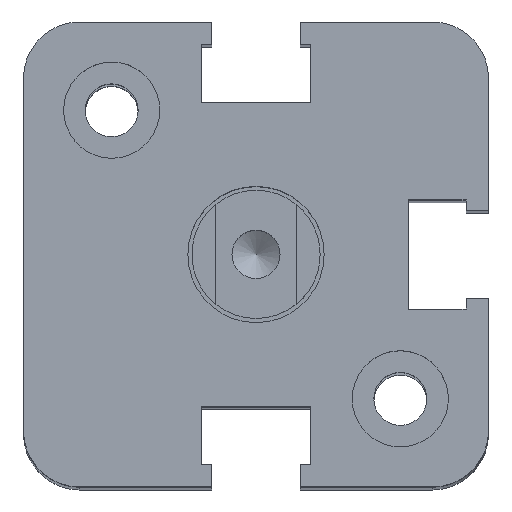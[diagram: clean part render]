
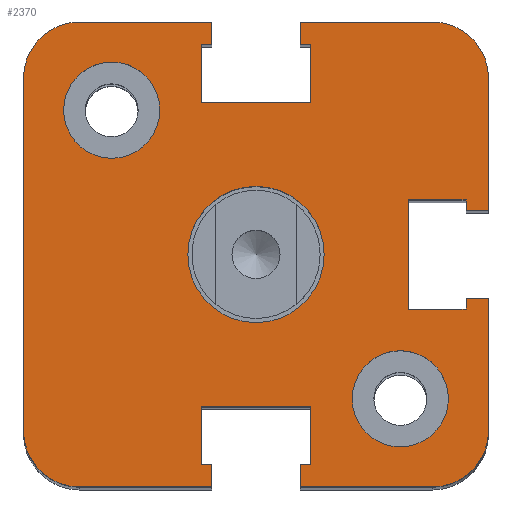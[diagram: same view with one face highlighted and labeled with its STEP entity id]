
A CAD part, top view. The second image highlights one B-rep face of the part: STEP entity #2370.
In plain terms, the highlighted planar face has unit normal (0, 0, 1).
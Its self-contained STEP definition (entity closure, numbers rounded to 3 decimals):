
#110=LINE('',#3566,#382);
#111=LINE('',#3568,#383);
#112=LINE('',#3572,#384);
#113=LINE('',#3574,#385);
#114=LINE('',#3576,#386);
#115=LINE('',#3578,#387);
#116=LINE('',#3580,#388);
#117=LINE('',#3582,#389);
#118=LINE('',#3584,#390);
#119=LINE('',#3586,#391);
#120=LINE('',#3588,#392);
#121=LINE('',#3592,#393);
#122=LINE('',#3596,#394);
#123=LINE('',#3598,#395);
#124=LINE('',#3600,#396);
#125=LINE('',#3602,#397);
#126=LINE('',#3604,#398);
#127=LINE('',#3606,#399);
#128=LINE('',#3608,#400);
#129=LINE('',#3610,#401);
#130=LINE('',#3612,#402);
#131=LINE('',#3616,#403);
#132=LINE('',#3618,#404);
#133=LINE('',#3620,#405);
#134=LINE('',#3622,#406);
#135=LINE('',#3624,#407);
#136=LINE('',#3626,#408);
#137=LINE('',#3627,#409);
#382=VECTOR('',#2904,1.4);
#383=VECTOR('',#2905,8.25);
#384=VECTOR('',#2908,8.25);
#385=VECTOR('',#2909,1.4);
#386=VECTOR('',#2910,0.65);
#387=VECTOR('',#2911,3.6);
#388=VECTOR('',#2912,6.8);
#389=VECTOR('',#2913,3.6);
#390=VECTOR('',#2914,0.65);
#391=VECTOR('',#2915,1.4);
#392=VECTOR('',#2916,8.25);
#393=VECTOR('',#2919,22.);
#394=VECTOR('',#2922,8.25);
#395=VECTOR('',#2923,1.4);
#396=VECTOR('',#2924,0.65);
#397=VECTOR('',#2925,3.6);
#398=VECTOR('',#2926,6.8);
#399=VECTOR('',#2927,3.6);
#400=VECTOR('',#2928,0.65);
#401=VECTOR('',#2929,1.4);
#402=VECTOR('',#2930,8.25);
#403=VECTOR('',#2933,8.25);
#404=VECTOR('',#2934,1.4);
#405=VECTOR('',#2935,0.65);
#406=VECTOR('',#2936,3.6);
#407=VECTOR('',#2937,6.8);
#408=VECTOR('',#2938,3.6);
#409=VECTOR('',#2939,0.65);
#600=PLANE('',#2539);
#689=FACE_BOUND('',#910,.T.);
#690=FACE_BOUND('',#911,.T.);
#691=FACE_BOUND('',#912,.T.);
#757=FACE_OUTER_BOUND('',#909,.T.);
#909=EDGE_LOOP('',(#1858,#1859,#1860,#1861,#1862,#1863,#1864,#1865,#1866,
#1867,#1868,#1869,#1870,#1871,#1872,#1873,#1874,#1875,#1876,#1877,#1878,
#1879,#1880,#1881,#1882,#1883,#1884,#1885,#1886,#1887,#1888,#1889));
#910=EDGE_LOOP('',(#1890));
#911=EDGE_LOOP('',(#1891));
#912=EDGE_LOOP('',(#1892));
#1029=CIRCLE('',#2522,4.25);
#1031=CIRCLE('',#2525,3.);
#1035=CIRCLE('',#2531,3.);
#1041=CIRCLE('',#2540,3.5);
#1042=CIRCLE('',#2541,3.5);
#1043=CIRCLE('',#2542,3.5);
#1044=CIRCLE('',#2543,3.5);
#1144=VERTEX_POINT('',#3534);
#1146=VERTEX_POINT('',#3539);
#1150=VERTEX_POINT('',#3549);
#1156=VERTEX_POINT('',#3564);
#1157=VERTEX_POINT('',#3565);
#1158=VERTEX_POINT('',#3567);
#1159=VERTEX_POINT('',#3569);
#1160=VERTEX_POINT('',#3571);
#1161=VERTEX_POINT('',#3573);
#1162=VERTEX_POINT('',#3575);
#1163=VERTEX_POINT('',#3577);
#1164=VERTEX_POINT('',#3579);
#1165=VERTEX_POINT('',#3581);
#1166=VERTEX_POINT('',#3583);
#1167=VERTEX_POINT('',#3585);
#1168=VERTEX_POINT('',#3587);
#1169=VERTEX_POINT('',#3589);
#1170=VERTEX_POINT('',#3591);
#1171=VERTEX_POINT('',#3593);
#1172=VERTEX_POINT('',#3595);
#1173=VERTEX_POINT('',#3597);
#1174=VERTEX_POINT('',#3599);
#1175=VERTEX_POINT('',#3601);
#1176=VERTEX_POINT('',#3603);
#1177=VERTEX_POINT('',#3605);
#1178=VERTEX_POINT('',#3607);
#1179=VERTEX_POINT('',#3609);
#1180=VERTEX_POINT('',#3611);
#1181=VERTEX_POINT('',#3613);
#1182=VERTEX_POINT('',#3615);
#1183=VERTEX_POINT('',#3617);
#1184=VERTEX_POINT('',#3619);
#1185=VERTEX_POINT('',#3621);
#1186=VERTEX_POINT('',#3623);
#1187=VERTEX_POINT('',#3625);
#1407=EDGE_CURVE('',#1144,#1144,#1029,.T.);
#1409=EDGE_CURVE('',#1146,#1146,#1031,.T.);
#1413=EDGE_CURVE('',#1150,#1150,#1035,.T.);
#1419=EDGE_CURVE('',#1156,#1157,#110,.T.);
#1420=EDGE_CURVE('',#1158,#1157,#111,.T.);
#1421=EDGE_CURVE('',#1159,#1158,#1041,.T.);
#1422=EDGE_CURVE('',#1160,#1159,#112,.T.);
#1423=EDGE_CURVE('',#1160,#1161,#113,.T.);
#1424=EDGE_CURVE('',#1161,#1162,#114,.T.);
#1425=EDGE_CURVE('',#1162,#1163,#115,.T.);
#1426=EDGE_CURVE('',#1163,#1164,#116,.T.);
#1427=EDGE_CURVE('',#1164,#1165,#117,.T.);
#1428=EDGE_CURVE('',#1165,#1166,#118,.T.);
#1429=EDGE_CURVE('',#1166,#1167,#119,.T.);
#1430=EDGE_CURVE('',#1168,#1167,#120,.T.);
#1431=EDGE_CURVE('',#1169,#1168,#1042,.T.);
#1432=EDGE_CURVE('',#1170,#1169,#121,.T.);
#1433=EDGE_CURVE('',#1171,#1170,#1043,.T.);
#1434=EDGE_CURVE('',#1172,#1171,#122,.T.);
#1435=EDGE_CURVE('',#1172,#1173,#123,.T.);
#1436=EDGE_CURVE('',#1173,#1174,#124,.T.);
#1437=EDGE_CURVE('',#1174,#1175,#125,.T.);
#1438=EDGE_CURVE('',#1175,#1176,#126,.T.);
#1439=EDGE_CURVE('',#1176,#1177,#127,.T.);
#1440=EDGE_CURVE('',#1177,#1178,#128,.T.);
#1441=EDGE_CURVE('',#1178,#1179,#129,.T.);
#1442=EDGE_CURVE('',#1180,#1179,#130,.T.);
#1443=EDGE_CURVE('',#1181,#1180,#1044,.T.);
#1444=EDGE_CURVE('',#1182,#1181,#131,.T.);
#1445=EDGE_CURVE('',#1182,#1183,#132,.T.);
#1446=EDGE_CURVE('',#1183,#1184,#133,.T.);
#1447=EDGE_CURVE('',#1184,#1185,#134,.T.);
#1448=EDGE_CURVE('',#1185,#1186,#135,.T.);
#1449=EDGE_CURVE('',#1186,#1187,#136,.T.);
#1450=EDGE_CURVE('',#1187,#1156,#137,.T.);
#1858=ORIENTED_EDGE('',*,*,#1419,.T.);
#1859=ORIENTED_EDGE('',*,*,#1420,.F.);
#1860=ORIENTED_EDGE('',*,*,#1421,.F.);
#1861=ORIENTED_EDGE('',*,*,#1422,.F.);
#1862=ORIENTED_EDGE('',*,*,#1423,.T.);
#1863=ORIENTED_EDGE('',*,*,#1424,.T.);
#1864=ORIENTED_EDGE('',*,*,#1425,.T.);
#1865=ORIENTED_EDGE('',*,*,#1426,.T.);
#1866=ORIENTED_EDGE('',*,*,#1427,.T.);
#1867=ORIENTED_EDGE('',*,*,#1428,.T.);
#1868=ORIENTED_EDGE('',*,*,#1429,.T.);
#1869=ORIENTED_EDGE('',*,*,#1430,.F.);
#1870=ORIENTED_EDGE('',*,*,#1431,.F.);
#1871=ORIENTED_EDGE('',*,*,#1432,.F.);
#1872=ORIENTED_EDGE('',*,*,#1433,.F.);
#1873=ORIENTED_EDGE('',*,*,#1434,.F.);
#1874=ORIENTED_EDGE('',*,*,#1435,.T.);
#1875=ORIENTED_EDGE('',*,*,#1436,.T.);
#1876=ORIENTED_EDGE('',*,*,#1437,.T.);
#1877=ORIENTED_EDGE('',*,*,#1438,.T.);
#1878=ORIENTED_EDGE('',*,*,#1439,.T.);
#1879=ORIENTED_EDGE('',*,*,#1440,.T.);
#1880=ORIENTED_EDGE('',*,*,#1441,.T.);
#1881=ORIENTED_EDGE('',*,*,#1442,.F.);
#1882=ORIENTED_EDGE('',*,*,#1443,.F.);
#1883=ORIENTED_EDGE('',*,*,#1444,.F.);
#1884=ORIENTED_EDGE('',*,*,#1445,.T.);
#1885=ORIENTED_EDGE('',*,*,#1446,.T.);
#1886=ORIENTED_EDGE('',*,*,#1447,.T.);
#1887=ORIENTED_EDGE('',*,*,#1448,.T.);
#1888=ORIENTED_EDGE('',*,*,#1449,.T.);
#1889=ORIENTED_EDGE('',*,*,#1450,.T.);
#1890=ORIENTED_EDGE('',*,*,#1413,.T.);
#1891=ORIENTED_EDGE('',*,*,#1409,.T.);
#1892=ORIENTED_EDGE('',*,*,#1407,.T.);
#2370=ADVANCED_FACE('',(#757,#689,#690,#691),#600,.T.);
#2522=AXIS2_PLACEMENT_3D('',#3535,#2868,#2869);
#2525=AXIS2_PLACEMENT_3D('',#3540,#2874,#2875);
#2531=AXIS2_PLACEMENT_3D('',#3550,#2886,#2887);
#2539=AXIS2_PLACEMENT_3D('',#3563,#2902,#2903);
#2540=AXIS2_PLACEMENT_3D('',#3570,#2906,#2907);
#2541=AXIS2_PLACEMENT_3D('',#3590,#2917,#2918);
#2542=AXIS2_PLACEMENT_3D('',#3594,#2920,#2921);
#2543=AXIS2_PLACEMENT_3D('',#3614,#2931,#2932);
#2868=DIRECTION('center_axis',(0.,0.,-1.));
#2869=DIRECTION('ref_axis',(1.,0.,0.));
#2874=DIRECTION('center_axis',(0.,0.,-1.));
#2875=DIRECTION('ref_axis',(1.,0.,0.));
#2886=DIRECTION('center_axis',(0.,0.,-1.));
#2887=DIRECTION('ref_axis',(1.,0.,0.));
#2902=DIRECTION('center_axis',(0.,0.,1.));
#2903=DIRECTION('ref_axis',(1.,0.,0.));
#2904=DIRECTION('',(1.,0.,0.));
#2905=DIRECTION('',(0.,-1.,0.));
#2906=DIRECTION('center_axis',(0.,0.,-1.));
#2907=DIRECTION('ref_axis',(-1.,0.,0.));
#2908=DIRECTION('',(1.,0.,0.));
#2909=DIRECTION('',(0.,-1.,0.));
#2910=DIRECTION('',(1.,0.,0.));
#2911=DIRECTION('',(0.,-1.,0.));
#2912=DIRECTION('',(-1.,0.,0.));
#2913=DIRECTION('',(0.,1.,0.));
#2914=DIRECTION('',(1.,0.,0.));
#2915=DIRECTION('',(0.,1.,0.));
#2916=DIRECTION('',(1.,0.,0.));
#2917=DIRECTION('center_axis',(0.,0.,-1.));
#2918=DIRECTION('ref_axis',(0.,-1.,0.));
#2919=DIRECTION('',(0.,1.,0.));
#2920=DIRECTION('center_axis',(0.,0.,-1.));
#2921=DIRECTION('ref_axis',(1.,0.,0.));
#2922=DIRECTION('',(-1.,0.,0.));
#2923=DIRECTION('',(0.,1.,0.));
#2924=DIRECTION('',(-1.,0.,0.));
#2925=DIRECTION('',(0.,1.,0.));
#2926=DIRECTION('',(1.,0.,0.));
#2927=DIRECTION('',(0.,-1.,0.));
#2928=DIRECTION('',(-1.,0.,0.));
#2929=DIRECTION('',(0.,-1.,0.));
#2930=DIRECTION('',(-1.,0.,0.));
#2931=DIRECTION('center_axis',(0.,0.,-1.));
#2932=DIRECTION('ref_axis',(0.,1.,0.));
#2933=DIRECTION('',(0.,-1.,0.));
#2934=DIRECTION('',(-1.,0.,0.));
#2935=DIRECTION('',(0.,-1.,0.));
#2936=DIRECTION('',(-1.,0.,0.));
#2937=DIRECTION('',(0.,1.,0.));
#2938=DIRECTION('',(1.,0.,0.));
#2939=DIRECTION('',(0.,-1.,0.));
#3534=CARTESIAN_POINT('',(-4.25,0.,108.));
#3535=CARTESIAN_POINT('Origin',(0.,0.,108.));
#3539=CARTESIAN_POINT('',(-12.,9.,108.));
#3540=CARTESIAN_POINT('Origin',(-9.,9.,108.));
#3549=CARTESIAN_POINT('',(9.,-6.,108.));
#3550=CARTESIAN_POINT('Origin',(9.,-9.,108.));
#3563=CARTESIAN_POINT('Origin',(0.,0.,108.));
#3564=CARTESIAN_POINT('',(13.1,2.75,108.));
#3565=CARTESIAN_POINT('',(14.5,2.75,108.));
#3566=CARTESIAN_POINT('',(13.1,2.75,108.));
#3567=CARTESIAN_POINT('',(14.5,11.,108.));
#3568=CARTESIAN_POINT('',(14.5,11.,108.));
#3569=CARTESIAN_POINT('',(11.,14.5,108.));
#3570=CARTESIAN_POINT('Origin',(11.,11.,108.));
#3571=CARTESIAN_POINT('',(2.75,14.5,108.));
#3572=CARTESIAN_POINT('',(2.75,14.5,108.));
#3573=CARTESIAN_POINT('',(2.75,13.1,108.));
#3574=CARTESIAN_POINT('',(2.75,14.5,108.));
#3575=CARTESIAN_POINT('',(3.4,13.1,108.));
#3576=CARTESIAN_POINT('',(2.75,13.1,108.));
#3577=CARTESIAN_POINT('',(3.4,9.5,108.));
#3578=CARTESIAN_POINT('',(3.4,13.1,108.));
#3579=CARTESIAN_POINT('',(-3.4,9.5,108.));
#3580=CARTESIAN_POINT('',(3.4,9.5,108.));
#3581=CARTESIAN_POINT('',(-3.4,13.1,108.));
#3582=CARTESIAN_POINT('',(-3.4,9.5,108.));
#3583=CARTESIAN_POINT('',(-2.75,13.1,108.));
#3584=CARTESIAN_POINT('',(-3.4,13.1,108.));
#3585=CARTESIAN_POINT('',(-2.75,14.5,108.));
#3586=CARTESIAN_POINT('',(-2.75,13.1,108.));
#3587=CARTESIAN_POINT('',(-11.,14.5,108.));
#3588=CARTESIAN_POINT('',(-11.,14.5,108.));
#3589=CARTESIAN_POINT('',(-14.5,11.,108.));
#3590=CARTESIAN_POINT('Origin',(-11.,11.,108.));
#3591=CARTESIAN_POINT('',(-14.5,-11.,108.));
#3592=CARTESIAN_POINT('',(-14.5,-11.,108.));
#3593=CARTESIAN_POINT('',(-11.,-14.5,108.));
#3594=CARTESIAN_POINT('Origin',(-11.,-11.,108.));
#3595=CARTESIAN_POINT('',(-2.75,-14.5,108.));
#3596=CARTESIAN_POINT('',(-2.75,-14.5,108.));
#3597=CARTESIAN_POINT('',(-2.75,-13.1,108.));
#3598=CARTESIAN_POINT('',(-2.75,-14.5,108.));
#3599=CARTESIAN_POINT('',(-3.4,-13.1,108.));
#3600=CARTESIAN_POINT('',(-2.75,-13.1,108.));
#3601=CARTESIAN_POINT('',(-3.4,-9.5,108.));
#3602=CARTESIAN_POINT('',(-3.4,-13.1,108.));
#3603=CARTESIAN_POINT('',(3.4,-9.5,108.));
#3604=CARTESIAN_POINT('',(-3.4,-9.5,108.));
#3605=CARTESIAN_POINT('',(3.4,-13.1,108.));
#3606=CARTESIAN_POINT('',(3.4,-9.5,108.));
#3607=CARTESIAN_POINT('',(2.75,-13.1,108.));
#3608=CARTESIAN_POINT('',(3.4,-13.1,108.));
#3609=CARTESIAN_POINT('',(2.75,-14.5,108.));
#3610=CARTESIAN_POINT('',(2.75,-13.1,108.));
#3611=CARTESIAN_POINT('',(11.,-14.5,108.));
#3612=CARTESIAN_POINT('',(11.,-14.5,108.));
#3613=CARTESIAN_POINT('',(14.5,-11.,108.));
#3614=CARTESIAN_POINT('Origin',(11.,-11.,108.));
#3615=CARTESIAN_POINT('',(14.5,-2.75,108.));
#3616=CARTESIAN_POINT('',(14.5,-2.75,108.));
#3617=CARTESIAN_POINT('',(13.1,-2.75,108.));
#3618=CARTESIAN_POINT('',(14.5,-2.75,108.));
#3619=CARTESIAN_POINT('',(13.1,-3.4,108.));
#3620=CARTESIAN_POINT('',(13.1,-2.75,108.));
#3621=CARTESIAN_POINT('',(9.5,-3.4,108.));
#3622=CARTESIAN_POINT('',(13.1,-3.4,108.));
#3623=CARTESIAN_POINT('',(9.5,3.4,108.));
#3624=CARTESIAN_POINT('',(9.5,-3.4,108.));
#3625=CARTESIAN_POINT('',(13.1,3.4,108.));
#3626=CARTESIAN_POINT('',(9.5,3.4,108.));
#3627=CARTESIAN_POINT('',(13.1,3.4,108.));
